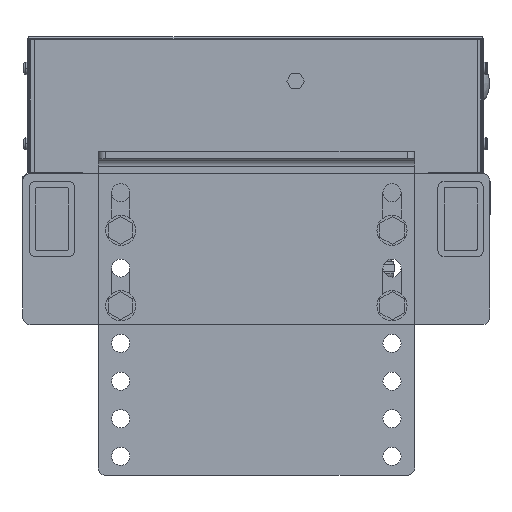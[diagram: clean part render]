
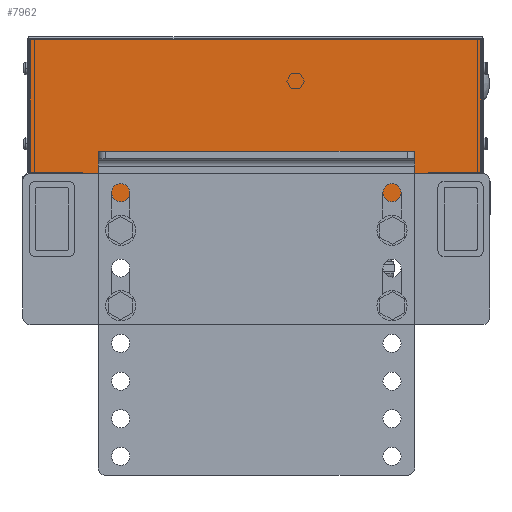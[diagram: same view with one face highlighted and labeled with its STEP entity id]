
A CAD part, left-side view. The second image highlights one B-rep face of the part: STEP entity #7962.
In plain terms, the highlighted face is planar.
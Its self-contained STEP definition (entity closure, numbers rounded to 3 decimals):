
#7380=CARTESIAN_POINT('',(176.0,-3.5,-0.5));
#7381=VERTEX_POINT('',#7380);
#7388=CARTESIAN_POINT('',(209.5,-3.5,-0.5));
#7389=VERTEX_POINT('',#7388);
#7390=CARTESIAN_POINT('',(209.5,-3.5,-0.5));
#7391=DIRECTION('',(-1.0,0.0,0.0));
#7392=VECTOR('',#7391,33.5);
#7393=LINE('',#7390,#7392);
#7394=EDGE_CURVE('',#7389,#7381,#7393,.T.);
#7412=CARTESIAN_POINT('',(174.0,-5.5,-0.5));
#7413=VERTEX_POINT('',#7412);
#7414=CARTESIAN_POINT('',(176.0,-5.5,-0.5));
#7415=DIRECTION('',(0.0,0.0,-1.));
#7416=DIRECTION('',(-0.707,0.707,0.0));
#7417=AXIS2_PLACEMENT_3D('',#7414,#7415,#7416);
#7418=CIRCLE('',#7417,2.);
#7419=EDGE_CURVE('',#7413,#7381,#7418,.T.);
#7496=CARTESIAN_POINT('',(-89.5,-3.5,-0.5));
#7497=VERTEX_POINT('',#7496);
#7505=CARTESIAN_POINT('',(-56.0,-3.5,-0.5));
#7506=VERTEX_POINT('',#7505);
#7507=CARTESIAN_POINT('',(-56.0,-3.5,-0.5));
#7508=DIRECTION('',(-1.0,0.0,0.0));
#7509=VECTOR('',#7508,33.5);
#7510=LINE('',#7507,#7509);
#7511=EDGE_CURVE('',#7506,#7497,#7510,.T.);
#7595=CARTESIAN_POINT('',(-54.0,-5.5,-0.5));
#7596=VERTEX_POINT('',#7595);
#7597=CARTESIAN_POINT('',(-56.0,-5.5,-0.5));
#7598=DIRECTION('',(0.0,0.0,-1.));
#7599=DIRECTION('',(0.707,0.707,0.0));
#7600=AXIS2_PLACEMENT_3D('',#7597,#7598,#7599);
#7601=CIRCLE('',#7600,2.);
#7602=EDGE_CURVE('',#7506,#7596,#7601,.T.);
#7629=CARTESIAN_POINT('',(-54.0,-54.5,-0.5));
#7630=VERTEX_POINT('',#7629);
#7631=CARTESIAN_POINT('',(-54.0,-54.5,-0.5));
#7632=DIRECTION('',(0.0,1.0,0.0));
#7633=VECTOR('',#7632,49.);
#7634=LINE('',#7631,#7633);
#7635=EDGE_CURVE('',#7630,#7596,#7634,.T.);
#7869=CARTESIAN_POINT('',(209.5,84.5,-0.5));
#7870=VERTEX_POINT('',#7869);
#7878=CARTESIAN_POINT('',(-89.5,84.5,-0.5));
#7879=VERTEX_POINT('',#7878);
#7880=CARTESIAN_POINT('',(209.5,84.5,-0.5));
#7881=DIRECTION('',(-1.0,0.0,0.0));
#7882=VECTOR('',#7881,299.);
#7883=LINE('',#7880,#7882);
#7884=EDGE_CURVE('',#7870,#7879,#7883,.T.);
#7910=CARTESIAN_POINT('',(-89.5,84.5,-0.5));
#7911=DIRECTION('',(0.0,-1.0,0.0));
#7912=VECTOR('',#7911,88.);
#7913=LINE('',#7910,#7912);
#7914=EDGE_CURVE('',#7879,#7497,#7913,.T.);
#7928=CARTESIAN_POINT('',(60.,19.294,-0.5));
#7929=DIRECTION('',(0.0,0.0,1.0));
#7930=DIRECTION('',(1.0,0.0,0.0));
#7931=AXIS2_PLACEMENT_3D('',#7928,#7929,#7930);
#7932=PLANE('',#7931);
#7933=ORIENTED_EDGE('',*,*,#7884,.F.);
#7934=CARTESIAN_POINT('',(209.5,-3.5,-0.5));
#7935=DIRECTION('',(0.0,1.0,0.0));
#7936=VECTOR('',#7935,88.);
#7937=LINE('',#7934,#7936);
#7938=EDGE_CURVE('',#7389,#7870,#7937,.T.);
#7939=ORIENTED_EDGE('',*,*,#7938,.F.);
#7940=ORIENTED_EDGE('',*,*,#7394,.T.);
#7941=ORIENTED_EDGE('',*,*,#7419,.F.);
#7942=CARTESIAN_POINT('',(174.0,-54.5,-0.5));
#7943=VERTEX_POINT('',#7942);
#7944=CARTESIAN_POINT('',(174.0,-5.5,-0.5));
#7945=DIRECTION('',(0.0,-1.0,0.0));
#7946=VECTOR('',#7945,49.0);
#7947=LINE('',#7944,#7946);
#7948=EDGE_CURVE('',#7413,#7943,#7947,.T.);
#7949=ORIENTED_EDGE('',*,*,#7948,.T.);
#7950=CARTESIAN_POINT('',(-54.0,-54.5,-0.5));
#7951=DIRECTION('',(1.0,0.0,0.0));
#7952=VECTOR('',#7951,228.0);
#7953=LINE('',#7950,#7952);
#7954=EDGE_CURVE('',#7630,#7943,#7953,.T.);
#7955=ORIENTED_EDGE('',*,*,#7954,.F.);
#7956=ORIENTED_EDGE('',*,*,#7635,.T.);
#7957=ORIENTED_EDGE('',*,*,#7602,.F.);
#7958=ORIENTED_EDGE('',*,*,#7511,.T.);
#7959=ORIENTED_EDGE('',*,*,#7914,.F.);
#7960=EDGE_LOOP('',(#7933,#7939,#7940,#7941,#7949,#7955,#7956,#7957,#7958,#7959));
#7961=FACE_OUTER_BOUND('',#7960,.T.);
#7962=ADVANCED_FACE('',(#7961),#7932,.F.);
